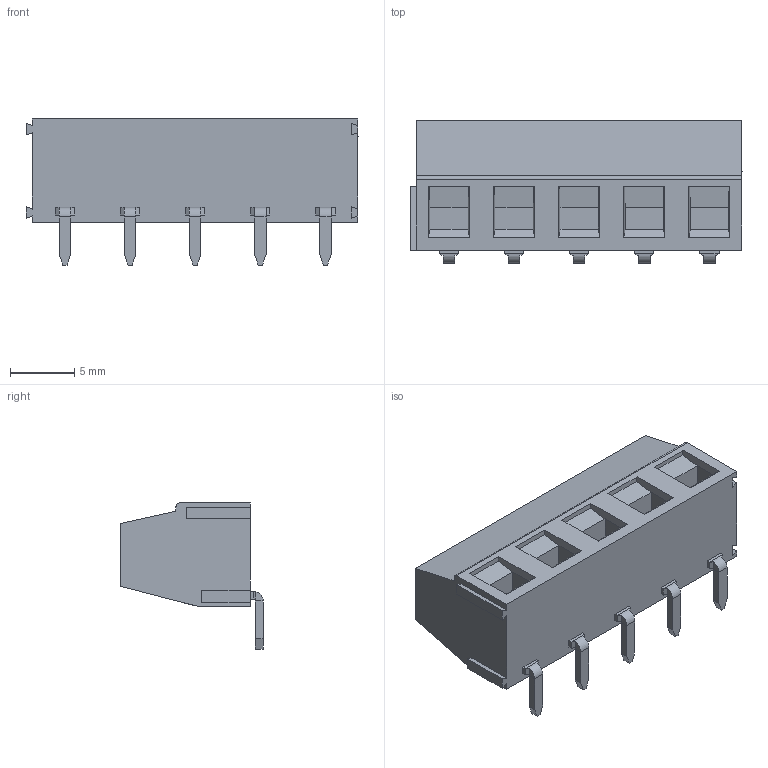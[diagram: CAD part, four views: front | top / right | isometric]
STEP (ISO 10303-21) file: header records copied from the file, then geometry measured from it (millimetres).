
FILE_DESCRIPTION (( 'STEP AP214' ), '1' );
FILE_NAME ('DG127R-5.08-05P-4Y-00AH.STEP', '2021-01-02T23:52:16', ( '' ), ( '' ), 'SwSTEP 2.0', 'SolidWorks 2020', '' );
FILE_SCHEMA (( 'AUTOMOTIVE_DESIGN' ));
Length unit declared in the file: millimetre
Products named in the file (1): DG127R-5.08-05P-4Y-00AH
Bounding box: 25.9 x 11.1 x 11.4 mm (x, y, z)
Volume: 1606.1 mm3; surface area: 1580.2 mm2
Topology: 1 solids, 1 shells, 578 faces, 1523 edges, 997 vertices
Faces by surface type: plane 372, bspline 160, cylinder 31, torus 15
Entity records: 30736 total; most frequent: CARTESIAN_POINT 12359, ORIENTED_EDGE 3046, DIRECTION 2083, EDGE_CURVE 1523, VECTOR 1041, LINE 1041, VERTEX_POINT 997, EDGE_LOOP 628
